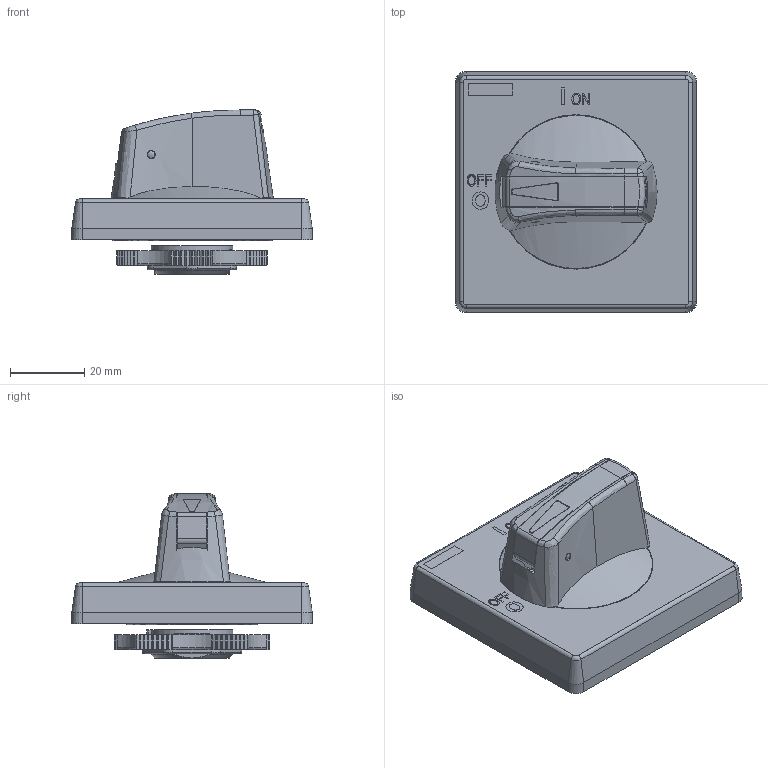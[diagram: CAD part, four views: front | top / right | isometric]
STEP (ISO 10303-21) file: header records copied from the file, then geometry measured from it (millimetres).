
FILE_DESCRIPTION(/* description */ (''),/* implementation_level */ '2;1');
FILE_NAME(/* name */ 'GAX632.stp',/* time_stamp */ '2019-09-09T14:02:45+02:00',/* author */ (''),/* organization */ (''),/* preprocessor_version */ 'ST-DEVELOPER v16',/* originating_system */ 'SIEMENS PLM Software NX 10.0',/* authorisation */ '');
FILE_SCHEMA (('AP203_CONFIGURATION_CONTROLLED_3D_DESIGN_OF_MECHANICAL_PARTS_AND_ASSEMBLIES_MIM_LF { 1 0 10303 403 2 1 2}'));
Length unit declared in the file: millimetre
Products named in the file (1): Rugg40241CBAk69s
Bounding box: 65 x 65 x 44.2 mm (x, y, z)
Surface area: 27167.8 mm2 (no closed solid volume)
Topology: 0 solids, 12 shells, 503 faces, 1701 edges, 1217 vertices
Faces by surface type: plane 261, cylinder 167, torus 24, bspline 22, cone 21, sphere 8
Full cylindrical faces by diameter (mm): 2 x1, 2.2 x2, 2.4 x8, 3 x8, 5 x8, 17.2 x1, 22 x1, 22.4 x1, 33.5 x1, 41.2 x1, 41.6 x2
Entity records: 19426 total; most frequent: CARTESIAN_POINT 4947, DIRECTION 3042, ORIENTED_EDGE 2711, EDGE_CURVE 1632, VERTEX_POINT 1194, AXIS2_PLACEMENT_3D 1073, LINE 896, VECTOR 896
